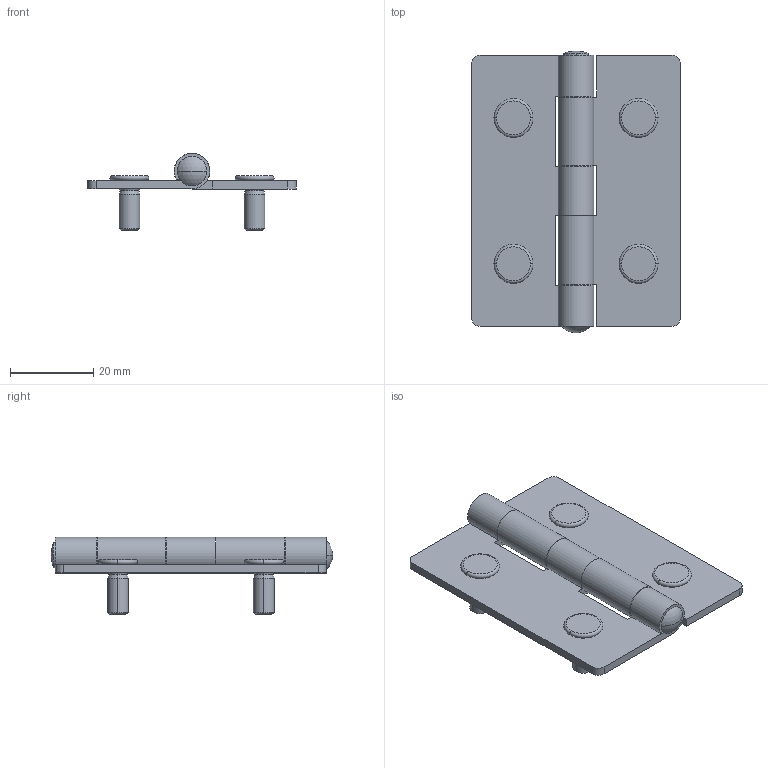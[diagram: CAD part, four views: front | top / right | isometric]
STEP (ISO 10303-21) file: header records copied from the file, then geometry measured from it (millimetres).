
FILE_DESCRIPTION (( 'STEP AP203' ), '1' );
FILE_NAME ('B-1278-3-BR.STEP', '2021-05-21T07:41:36', ( '' ), ( '' ), 'SwSTEP 2.0', 'SolidWorks 2018', '' );
FILE_SCHEMA (( 'CONFIG_CONTROL_DESIGN' ));
Length unit declared in the file: millimetre
Products named in the file (5): b-1278-3-br_ストラックス_M5x12; b-1278-3-br_ヒンジ(B); B-1278-3-BR; b-1278-3-br_ヒンジ(A); b-1278-3-br_Ž²_Assy—p
Assembly tree (7 placements, depth 2):
  B-1278-3-BR
    b-1278-3-br_Ž²_Assy—p
    b-1278-3-br_ヒンジ(A)
    b-1278-3-br_ヒンジ(B)
    b-1278-3-br_ストラックス_M5x12  x4
Bounding box: 50 x 67.54 x 18.59 mm (x, y, z)
Volume: 10210.1 mm3; surface area: 11579 mm2
Topology: 7 solids, 7 shells, 152 faces, 334 edges, 210 vertices
Faces by surface type: cylinder 58, plane 50, torus 24, cone 16, sphere 4
Entity records: 3099 total; most frequent: DIRECTION 480, CARTESIAN_POINT 427, ORIENTED_EDGE 404, EDGE_CURVE 202, AXIS2_PLACEMENT_3D 185, VERTEX_POINT 132, LINE 110, VECTOR 110
